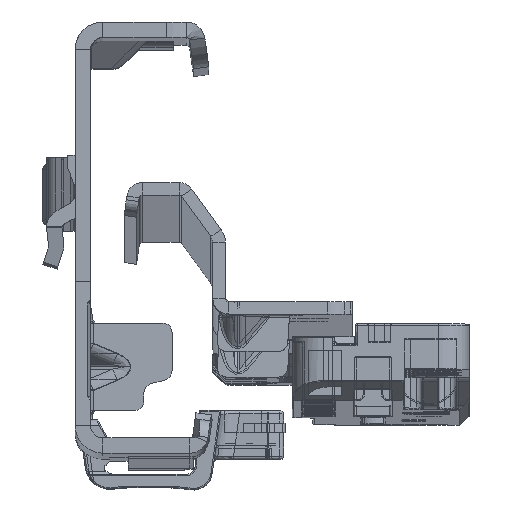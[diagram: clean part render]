
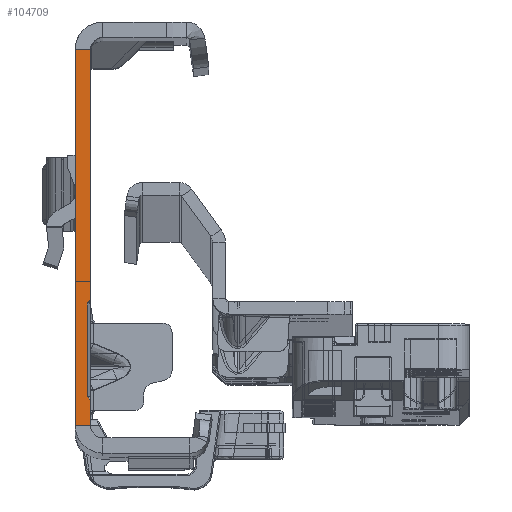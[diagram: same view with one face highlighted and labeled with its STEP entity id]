
A CAD part, top view. The second image highlights one B-rep face of the part: STEP entity #104709.
In plain terms, the highlighted planar face has unit normal (0, 0, 1).
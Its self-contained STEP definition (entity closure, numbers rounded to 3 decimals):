
#17 = AXIS2_PLACEMENT_3D ( 'NONE', #56458, #17434, #96039 ) ;
#51 = DIRECTION ( 'NONE',  ( 0., -1., 0. ) ) ;
#1182 = CARTESIAN_POINT ( 'NONE',  ( -2.45, -30., 0. ) ) ;
#5571 = VECTOR ( 'NONE', #52833, 1000. ) ;
#5641 = EDGE_LOOP ( 'NONE', ( #42647, #124501, #101886, #66240, #22659, #21720, #15534, #16295 ) ) ;
#6534 = CARTESIAN_POINT ( 'NONE',  ( 0.082, -26.047, 0. ) ) ;
#6629 = VECTOR ( 'NONE', #8608, 1000. ) ;
#8393 = EDGE_CURVE ( 'NONE', #70891, #15158, #118382, .T. ) ;
#8608 = DIRECTION ( 'NONE',  ( -1., 0., 0. ) ) ;
#9816 = LINE ( 'NONE', #107316, #19027 ) ;
#12554 = EDGE_CURVE ( 'NONE', #15158, #96882, #103048, .T. ) ;
#13980 = LINE ( 'NONE', #44538, #62587 ) ;
#14695 = DIRECTION ( 'NONE',  ( 0., -1., 0. ) ) ;
#15158 = VERTEX_POINT ( 'NONE', #68086 ) ;
#15345 = CARTESIAN_POINT ( 'NONE',  ( -2.45, -32., 0. ) ) ;
#15534 = ORIENTED_EDGE ( 'NONE', *, *, #23263, .F. ) ;
#16295 = ORIENTED_EDGE ( 'NONE', *, *, #20718, .T. ) ;
#17434 = DIRECTION ( 'NONE',  ( 0., 0., 1. ) ) ;
#19027 = VECTOR ( 'NONE', #51, 1000. ) ;
#20718 = EDGE_CURVE ( 'NONE', #80521, #32811, #95543, .T. ) ;
#21720 = ORIENTED_EDGE ( 'NONE', *, *, #50444, .F. ) ;
#22659 = ORIENTED_EDGE ( 'NONE', *, *, #12554, .T. ) ;
#23263 = EDGE_CURVE ( 'NONE', #80521, #98455, #51550, .T. ) ;
#24340 = VECTOR ( 'NONE', #69692, 1000. ) ;
#29439 = EDGE_CURVE ( 'NONE', #122878, #32811, #9816, .T. ) ;
#32811 = VERTEX_POINT ( 'NONE', #34426 ) ;
#34426 = CARTESIAN_POINT ( 'NONE',  ( -0.536, -25.45, 0. ) ) ;
#39010 = CARTESIAN_POINT ( 'NONE',  ( -0.536, -10.45, 0. ) ) ;
#40949 = CARTESIAN_POINT ( 'NONE',  ( 0., -25.968, 0. ) ) ;
#42647 = ORIENTED_EDGE ( 'NONE', *, *, #29439, .F. ) ;
#44538 = CARTESIAN_POINT ( 'NONE',  ( -0.259, -10.182, 0. ) ) ;
#48953 = CARTESIAN_POINT ( 'NONE',  ( 0., -32., 0. ) ) ;
#50444 = EDGE_CURVE ( 'NONE', #98455, #96882, #86907, .T. ) ;
#51134 = VECTOR ( 'NONE', #104665, 1000. ) ;
#51550 = LINE ( 'NONE', #91135, #5571 ) ;
#52833 = DIRECTION ( 'NONE',  ( 0., -1., 0. ) ) ;
#56458 = CARTESIAN_POINT ( 'NONE',  ( -2.45, -32., 0. ) ) ;
#57694 = CARTESIAN_POINT ( 'NONE',  ( 0., -30., 0. ) ) ;
#62587 = VECTOR ( 'NONE', #82860, 1000. ) ;
#66240 = ORIENTED_EDGE ( 'NONE', *, *, #8393, .T. ) ;
#66489 = CARTESIAN_POINT ( 'NONE',  ( 0., 30., 0. ) ) ;
#66538 = VERTEX_POINT ( 'NONE', #72952 ) ;
#68086 = CARTESIAN_POINT ( 'NONE',  ( -2.45, 30., 0. ) ) ;
#69692 = DIRECTION ( 'NONE',  ( 0., -1., 0. ) ) ;
#70891 = VERTEX_POINT ( 'NONE', #86541 ) ;
#72952 = CARTESIAN_POINT ( 'NONE',  ( 0., -9.932, 0. ) ) ;
#77180 = DIRECTION ( 'NONE',  ( -1., 0., 0. ) ) ;
#80521 = VERTEX_POINT ( 'NONE', #40949 ) ;
#82860 = DIRECTION ( 'NONE',  ( 0.719, 0.695, 0. ) ) ;
#85681 = PLANE ( 'NONE',  #17 ) ;
#86541 = CARTESIAN_POINT ( 'NONE',  ( 0., 30., 0. ) ) ;
#86907 = LINE ( 'NONE', #57694, #91031 ) ;
#91031 = VECTOR ( 'NONE', #77180, 1000. ) ;
#91135 = CARTESIAN_POINT ( 'NONE',  ( 0., -32., 0. ) ) ;
#95240 = EDGE_CURVE ( 'NONE', #122878, #66538, #13980, .T. ) ;
#95543 = LINE ( 'NONE', #6534, #51134 ) ;
#96039 = DIRECTION ( 'NONE',  ( 1., 0., 0. ) ) ;
#96882 = VERTEX_POINT ( 'NONE', #1182 ) ;
#98455 = VERTEX_POINT ( 'NONE', #103044 ) ;
#99543 = LINE ( 'NONE', #48953, #24340 ) ;
#101886 = ORIENTED_EDGE ( 'NONE', *, *, #102461, .F. ) ;
#102461 = EDGE_CURVE ( 'NONE', #70891, #66538, #99543, .T. ) ;
#103044 = CARTESIAN_POINT ( 'NONE',  ( 0., -30., 0. ) ) ;
#103048 = LINE ( 'NONE', #15345, #113995 ) ;
#104665 = DIRECTION ( 'NONE',  ( -0.719, 0.695, 0. ) ) ;
#104709 = ADVANCED_FACE ( 'NONE', ( #125918 ), #85681, .T. ) ;
#107316 = CARTESIAN_POINT ( 'NONE',  ( -0.536, -9.85, 0. ) ) ;
#113995 = VECTOR ( 'NONE', #14695, 1000. ) ;
#118382 = LINE ( 'NONE', #66489, #6629 ) ;
#122878 = VERTEX_POINT ( 'NONE', #39010 ) ;
#124501 = ORIENTED_EDGE ( 'NONE', *, *, #95240, .T. ) ;
#125918 = FACE_OUTER_BOUND ( 'NONE', #5641, .T. ) ;
